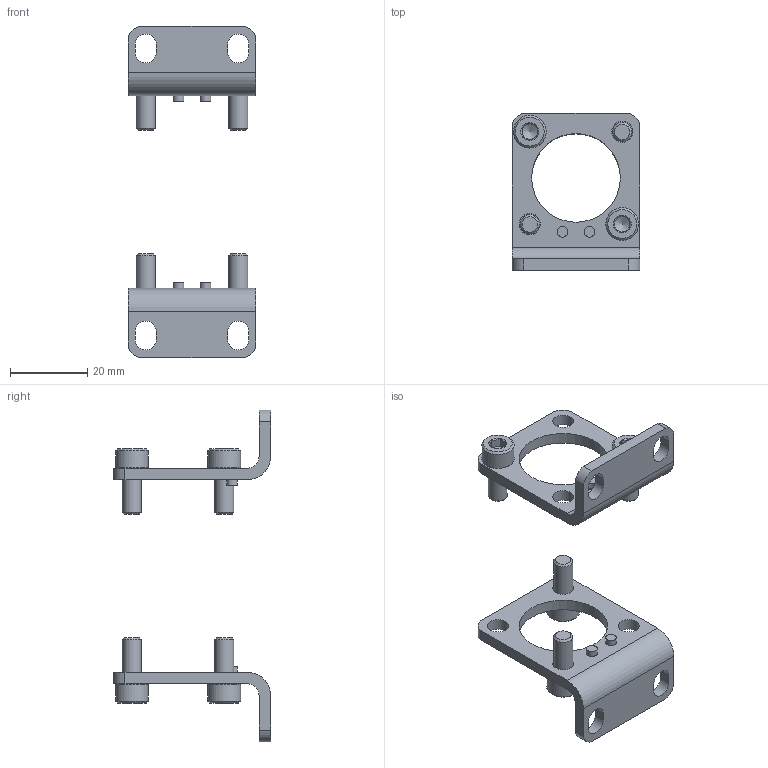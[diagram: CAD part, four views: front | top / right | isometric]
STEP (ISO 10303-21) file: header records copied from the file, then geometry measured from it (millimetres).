
FILE_DESCRIPTION(/* description */ ('STEP AP214'),/* implementation_level */ '2;1');
FILE_NAME(/* name */ '158472_HP-18',/* time_stamp */ '2024-08-21T11:05:36+02:00',/* author */ ('License CC BY-ND 4.0'),/* organization */ ('CADENAS'),/* preprocessor_version */ 'ST-DEVELOPER v19.3',/* originating_system */ 'PARTsolutions',/* authorisation */ ' ');
FILE_SCHEMA (('AUTOMOTIVE_DESIGN {1 0 10303 214 3 1 1}'));
Length unit declared in the file: millimetre
Products named in the file (3): 158472 HP-18---(50); 158472 HP-18---(0F); DIN-912 - M5x12(F)
Assembly tree (6 placements, depth 2):
  158472 HP-18---(50)
    158472 HP-18---(0F)  x2
    DIN-912 - M5x12(F)  x4
Bounding box: 33.2 x 40.8 x 86 mm (x, y, z)
Volume: 9083.5 mm3; surface area: 8825.3 mm2
Topology: 6 solids, 6 shells, 182 faces, 396 edges, 238 vertices
Faces by surface type: plane 92, cylinder 46, cone 44
Full cylindrical faces by diameter (mm): 2.76 x4, 2.8 x4, 5 x4, 5.5 x8, 8.5 x4, 23 x2
Entity records: 1790 total; most frequent: DIRECTION 314, CARTESIAN_POINT 301, ORIENTED_EDGE 244, AXIS2_PLACEMENT_3D 128, EDGE_CURVE 122, FACE_BOUND 99, EDGE_LOOP 98, VERTEX_POINT 85
